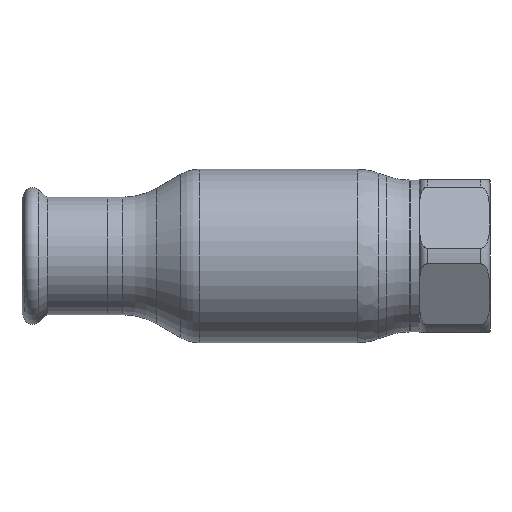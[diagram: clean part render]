
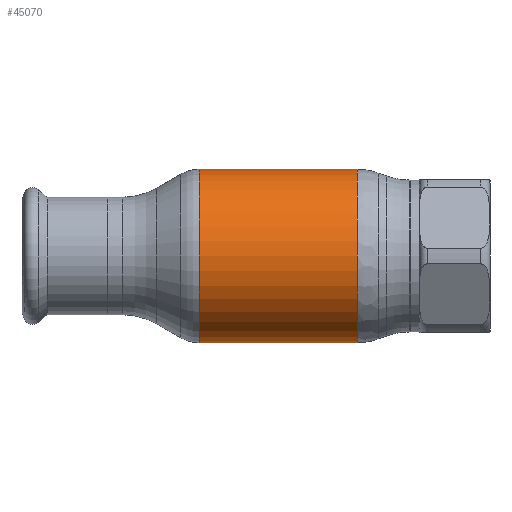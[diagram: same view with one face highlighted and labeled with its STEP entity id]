
A CAD part, front view. The second image highlights one B-rep face of the part: STEP entity #45070.
In plain terms, the highlighted cylindrical face has radius 28.25 mm (diameter 56.5 mm), a partial arc.
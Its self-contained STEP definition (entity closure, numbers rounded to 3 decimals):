
#381 = DIRECTION ( 'NONE',  ( 0., 0., 1. ) ) ;
#592 = ORIENTED_EDGE ( 'NONE', *, *, #8252, .F. ) ;
#960 = DIRECTION ( 'NONE',  ( -1., 0., 0. ) ) ;
#3107 = CARTESIAN_POINT ( 'NONE',  ( -62.69, 0., -28.25 ) ) ;
#3822 = EDGE_CURVE ( 'NONE', #6455, #23970, #16040, .T. ) ;
#6455 = VERTEX_POINT ( 'NONE', #55281 ) ;
#8252 = EDGE_CURVE ( 'NONE', #12940, #23970, #25388, .T. ) ;
#11807 = DIRECTION ( 'NONE',  ( -1., 0., 0. ) ) ;
#12446 = DIRECTION ( 'NONE',  ( -1., 0., 0. ) ) ;
#12761 = CARTESIAN_POINT ( 'NONE',  ( -24.785, 0., 28.25 ) ) ;
#12940 = VERTEX_POINT ( 'NONE', #17326 ) ;
#14229 = CYLINDRICAL_SURFACE ( 'NONE', #47067, 28.25 ) ;
#15233 = ORIENTED_EDGE ( 'NONE', *, *, #3822, .T. ) ;
#15445 = EDGE_CURVE ( 'NONE', #40662, #6455, #21981, .T. ) ;
#16040 = LINE ( 'NONE', #48000, #47534 ) ;
#17326 = CARTESIAN_POINT ( 'NONE',  ( -24.785, 0., -28.25 ) ) ;
#19591 = CARTESIAN_POINT ( 'NONE',  ( 26.673, 0., 0. ) ) ;
#21981 = CIRCLE ( 'NONE', #34512, 28.25 ) ;
#23370 = VECTOR ( 'NONE', #12446, 1000. ) ;
#23970 = VERTEX_POINT ( 'NONE', #12761 ) ;
#25388 = CIRCLE ( 'NONE', #46665, 28.25 ) ;
#28058 = DIRECTION ( 'NONE',  ( -1., 0., 0. ) ) ;
#29150 = DIRECTION ( 'NONE',  ( 0., 0., 1. ) ) ;
#31079 = FACE_OUTER_BOUND ( 'NONE', #56579, .T. ) ;
#31103 = LINE ( 'NONE', #3107, #23370 ) ;
#33632 = DIRECTION ( 'NONE',  ( -1., 0., 0. ) ) ;
#34512 = AXIS2_PLACEMENT_3D ( 'NONE', #19591, #960, #38286 ) ;
#38286 = DIRECTION ( 'NONE',  ( 0., 0., 1. ) ) ;
#40662 = VERTEX_POINT ( 'NONE', #54733 ) ;
#41352 = CARTESIAN_POINT ( 'NONE',  ( -62.69, 0., 0. ) ) ;
#45070 = ADVANCED_FACE ( 'NONE', ( #31079 ), #14229, .T. ) ;
#46665 = AXIS2_PLACEMENT_3D ( 'NONE', #56859, #33632, #29150 ) ;
#47067 = AXIS2_PLACEMENT_3D ( 'NONE', #41352, #28058, #381 ) ;
#47534 = VECTOR ( 'NONE', #11807, 1000. ) ;
#48000 = CARTESIAN_POINT ( 'NONE',  ( -62.69, 0., 28.25 ) ) ;
#53476 = ORIENTED_EDGE ( 'NONE', *, *, #57293, .F. ) ;
#54733 = CARTESIAN_POINT ( 'NONE',  ( 26.673, 0., -28.25 ) ) ;
#54747 = ORIENTED_EDGE ( 'NONE', *, *, #15445, .T. ) ;
#55281 = CARTESIAN_POINT ( 'NONE',  ( 26.673, 0., 28.25 ) ) ;
#56579 = EDGE_LOOP ( 'NONE', ( #53476, #54747, #15233, #592 ) ) ;
#56859 = CARTESIAN_POINT ( 'NONE',  ( -24.785, 0., 0. ) ) ;
#57293 = EDGE_CURVE ( 'NONE', #40662, #12940, #31103, .T. ) ;
